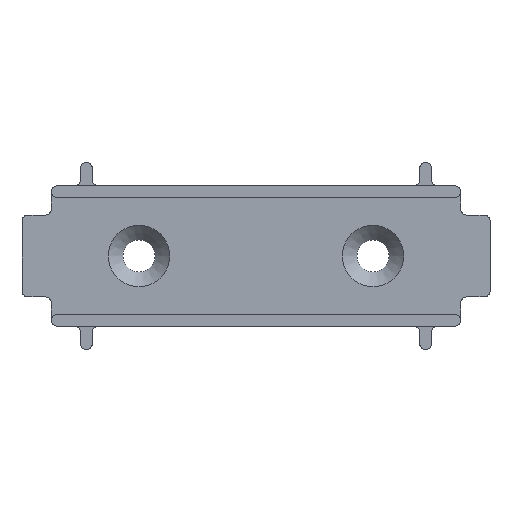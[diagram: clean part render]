
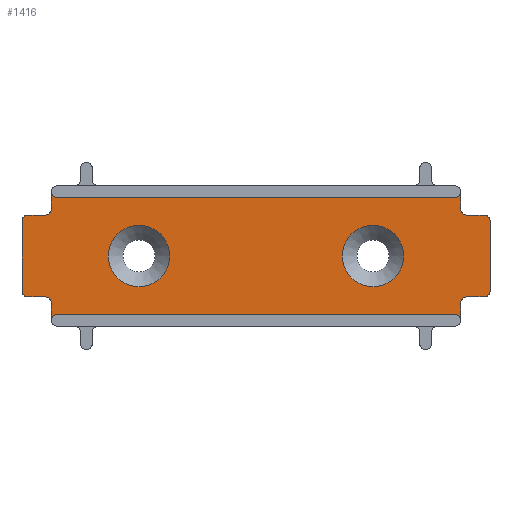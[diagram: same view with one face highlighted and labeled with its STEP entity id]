
A CAD part, top view. The second image highlights one B-rep face of the part: STEP entity #1416.
In plain terms, the highlighted planar face has unit normal (0, 0, 1).
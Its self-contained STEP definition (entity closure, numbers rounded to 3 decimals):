
#69=FACE_BOUND('',#183,.T.);
#70=FACE_BOUND('',#184,.T.);
#73=PLANE('',#1502);
#112=FACE_OUTER_BOUND('',#182,.T.);
#182=EDGE_LOOP('',(#965,#966,#967,#968,#969,#970,#971,#972,#973,#974,#975,
#976,#977,#978,#979,#980,#981,#982,#983,#984,#985,#986,#987,#988));
#183=EDGE_LOOP('',(#989));
#184=EDGE_LOOP('',(#990));
#256=LINE('',#2073,#384);
#257=LINE('',#2077,#385);
#258=LINE('',#2081,#386);
#259=LINE('',#2085,#387);
#260=LINE('',#2089,#388);
#261=LINE('',#2093,#389);
#262=LINE('',#2097,#390);
#263=LINE('',#2101,#391);
#264=LINE('',#2105,#392);
#265=LINE('',#2109,#393);
#266=LINE('',#2113,#394);
#267=LINE('',#2116,#395);
#384=VECTOR('',#1656,10.);
#385=VECTOR('',#1659,10.);
#386=VECTOR('',#1662,10.);
#387=VECTOR('',#1665,10.);
#388=VECTOR('',#1668,10.);
#389=VECTOR('',#1671,10.);
#390=VECTOR('',#1674,10.);
#391=VECTOR('',#1677,10.);
#392=VECTOR('',#1680,10.);
#393=VECTOR('',#1683,10.);
#394=VECTOR('',#1686,10.);
#395=VECTOR('',#1689,10.);
#511=CIRCLE('',#1500,5.25);
#513=CIRCLE('',#1503,1.);
#514=CIRCLE('',#1504,1.);
#515=CIRCLE('',#1505,1.);
#516=CIRCLE('',#1506,1.);
#517=CIRCLE('',#1507,1.);
#518=CIRCLE('',#1508,1.);
#519=CIRCLE('',#1509,1.);
#520=CIRCLE('',#1510,1.);
#521=CIRCLE('',#1511,1.);
#522=CIRCLE('',#1512,1.);
#523=CIRCLE('',#1513,1.);
#524=CIRCLE('',#1514,1.);
#525=CIRCLE('',#1515,5.25);
#585=VERTEX_POINT('',#2063);
#587=VERTEX_POINT('',#2069);
#588=VERTEX_POINT('',#2070);
#589=VERTEX_POINT('',#2072);
#590=VERTEX_POINT('',#2074);
#591=VERTEX_POINT('',#2076);
#592=VERTEX_POINT('',#2078);
#593=VERTEX_POINT('',#2080);
#594=VERTEX_POINT('',#2082);
#595=VERTEX_POINT('',#2084);
#596=VERTEX_POINT('',#2086);
#597=VERTEX_POINT('',#2088);
#598=VERTEX_POINT('',#2090);
#599=VERTEX_POINT('',#2092);
#600=VERTEX_POINT('',#2094);
#601=VERTEX_POINT('',#2096);
#602=VERTEX_POINT('',#2098);
#603=VERTEX_POINT('',#2100);
#604=VERTEX_POINT('',#2102);
#605=VERTEX_POINT('',#2104);
#606=VERTEX_POINT('',#2106);
#607=VERTEX_POINT('',#2108);
#608=VERTEX_POINT('',#2110);
#609=VERTEX_POINT('',#2112);
#610=VERTEX_POINT('',#2114);
#611=VERTEX_POINT('',#2117);
#735=EDGE_CURVE('',#585,#585,#511,.T.);
#738=EDGE_CURVE('',#587,#588,#513,.T.);
#739=EDGE_CURVE('',#587,#589,#256,.T.);
#740=EDGE_CURVE('',#590,#589,#514,.T.);
#741=EDGE_CURVE('',#590,#591,#257,.T.);
#742=EDGE_CURVE('',#592,#591,#515,.F.);
#743=EDGE_CURVE('',#592,#593,#258,.T.);
#744=EDGE_CURVE('',#594,#593,#516,.F.);
#745=EDGE_CURVE('',#594,#595,#259,.T.);
#746=EDGE_CURVE('',#596,#595,#517,.T.);
#747=EDGE_CURVE('',#596,#597,#260,.T.);
#748=EDGE_CURVE('',#598,#597,#518,.T.);
#749=EDGE_CURVE('',#598,#599,#261,.T.);
#750=EDGE_CURVE('',#600,#599,#519,.T.);
#751=EDGE_CURVE('',#600,#601,#262,.T.);
#752=EDGE_CURVE('',#602,#601,#520,.T.);
#753=EDGE_CURVE('',#602,#603,#263,.T.);
#754=EDGE_CURVE('',#604,#603,#521,.F.);
#755=EDGE_CURVE('',#604,#605,#264,.T.);
#756=EDGE_CURVE('',#606,#605,#522,.F.);
#757=EDGE_CURVE('',#606,#607,#265,.T.);
#758=EDGE_CURVE('',#608,#607,#523,.T.);
#759=EDGE_CURVE('',#608,#609,#266,.T.);
#760=EDGE_CURVE('',#610,#609,#524,.T.);
#761=EDGE_CURVE('',#610,#588,#267,.T.);
#762=EDGE_CURVE('',#611,#611,#525,.T.);
#965=ORIENTED_EDGE('',*,*,#738,.F.);
#966=ORIENTED_EDGE('',*,*,#739,.T.);
#967=ORIENTED_EDGE('',*,*,#740,.F.);
#968=ORIENTED_EDGE('',*,*,#741,.T.);
#969=ORIENTED_EDGE('',*,*,#742,.F.);
#970=ORIENTED_EDGE('',*,*,#743,.T.);
#971=ORIENTED_EDGE('',*,*,#744,.F.);
#972=ORIENTED_EDGE('',*,*,#745,.T.);
#973=ORIENTED_EDGE('',*,*,#746,.F.);
#974=ORIENTED_EDGE('',*,*,#747,.T.);
#975=ORIENTED_EDGE('',*,*,#748,.F.);
#976=ORIENTED_EDGE('',*,*,#749,.T.);
#977=ORIENTED_EDGE('',*,*,#750,.F.);
#978=ORIENTED_EDGE('',*,*,#751,.T.);
#979=ORIENTED_EDGE('',*,*,#752,.F.);
#980=ORIENTED_EDGE('',*,*,#753,.T.);
#981=ORIENTED_EDGE('',*,*,#754,.F.);
#982=ORIENTED_EDGE('',*,*,#755,.T.);
#983=ORIENTED_EDGE('',*,*,#756,.F.);
#984=ORIENTED_EDGE('',*,*,#757,.T.);
#985=ORIENTED_EDGE('',*,*,#758,.F.);
#986=ORIENTED_EDGE('',*,*,#759,.T.);
#987=ORIENTED_EDGE('',*,*,#760,.F.);
#988=ORIENTED_EDGE('',*,*,#761,.T.);
#989=ORIENTED_EDGE('',*,*,#762,.F.);
#990=ORIENTED_EDGE('',*,*,#735,.F.);
#1416=ADVANCED_FACE('',(#112,#69,#70),#73,.T.);
#1500=AXIS2_PLACEMENT_3D('',#2064,#1647,#1648);
#1502=AXIS2_PLACEMENT_3D('',#2068,#1652,#1653);
#1503=AXIS2_PLACEMENT_3D('',#2071,#1654,#1655);
#1504=AXIS2_PLACEMENT_3D('',#2075,#1657,#1658);
#1505=AXIS2_PLACEMENT_3D('',#2079,#1660,#1661);
#1506=AXIS2_PLACEMENT_3D('',#2083,#1663,#1664);
#1507=AXIS2_PLACEMENT_3D('',#2087,#1666,#1667);
#1508=AXIS2_PLACEMENT_3D('',#2091,#1669,#1670);
#1509=AXIS2_PLACEMENT_3D('',#2095,#1672,#1673);
#1510=AXIS2_PLACEMENT_3D('',#2099,#1675,#1676);
#1511=AXIS2_PLACEMENT_3D('',#2103,#1678,#1679);
#1512=AXIS2_PLACEMENT_3D('',#2107,#1681,#1682);
#1513=AXIS2_PLACEMENT_3D('',#2111,#1684,#1685);
#1514=AXIS2_PLACEMENT_3D('',#2115,#1687,#1688);
#1515=AXIS2_PLACEMENT_3D('',#2118,#1690,#1691);
#1647=DIRECTION('center_axis',(0.,0.,1.));
#1648=DIRECTION('ref_axis',(1.,0.,0.));
#1652=DIRECTION('center_axis',(0.,0.,1.));
#1653=DIRECTION('ref_axis',(1.,0.,0.));
#1654=DIRECTION('center_axis',(0.,0.,-1.));
#1655=DIRECTION('ref_axis',(-0.707,-0.707,0.));
#1656=DIRECTION('',(1.,0.,0.));
#1657=DIRECTION('center_axis',(0.,0.,1.));
#1658=DIRECTION('ref_axis',(0.707,0.707,0.));
#1659=DIRECTION('',(0.,-1.,0.));
#1660=DIRECTION('center_axis',(0.,0.,-1.));
#1661=DIRECTION('ref_axis',(-0.707,0.707,0.));
#1662=DIRECTION('',(1.,0.,0.));
#1663=DIRECTION('center_axis',(0.,0.,-1.));
#1664=DIRECTION('ref_axis',(0.707,0.707,0.));
#1665=DIRECTION('',(0.,1.,0.));
#1666=DIRECTION('center_axis',(0.,0.,1.));
#1667=DIRECTION('ref_axis',(-0.707,0.707,0.));
#1668=DIRECTION('',(1.,0.,0.));
#1669=DIRECTION('center_axis',(0.,0.,-1.));
#1670=DIRECTION('ref_axis',(0.707,-0.707,0.));
#1671=DIRECTION('',(0.,1.,0.));
#1672=DIRECTION('center_axis',(0.,0.,-1.));
#1673=DIRECTION('ref_axis',(0.707,0.707,0.));
#1674=DIRECTION('',(-1.,0.,0.));
#1675=DIRECTION('center_axis',(0.,0.,1.));
#1676=DIRECTION('ref_axis',(-0.707,-0.707,0.));
#1677=DIRECTION('',(0.,1.,0.));
#1678=DIRECTION('center_axis',(0.,0.,-1.));
#1679=DIRECTION('ref_axis',(0.707,-0.707,0.));
#1680=DIRECTION('',(-1.,0.,0.));
#1681=DIRECTION('center_axis',(0.,0.,-1.));
#1682=DIRECTION('ref_axis',(-0.707,-0.707,0.));
#1683=DIRECTION('',(0.,-1.,0.));
#1684=DIRECTION('center_axis',(0.,0.,1.));
#1685=DIRECTION('ref_axis',(0.707,-0.707,0.));
#1686=DIRECTION('',(-1.,0.,0.));
#1687=DIRECTION('center_axis',(0.,0.,-1.));
#1688=DIRECTION('ref_axis',(-0.707,0.707,0.));
#1689=DIRECTION('',(0.,-1.,0.));
#1690=DIRECTION('center_axis',(0.,0.,1.));
#1691=DIRECTION('ref_axis',(1.,0.,0.));
#2063=CARTESIAN_POINT('',(14.75,12.,2.5));
#2064=CARTESIAN_POINT('Origin',(20.,12.,2.5));
#2068=CARTESIAN_POINT('Origin',(40.,12.,2.5));
#2069=CARTESIAN_POINT('',(1.,5.,2.5));
#2070=CARTESIAN_POINT('',(0.,6.,2.5));
#2071=CARTESIAN_POINT('Origin',(1.,6.,2.5));
#2072=CARTESIAN_POINT('',(4.,5.,2.5));
#2073=CARTESIAN_POINT('',(10.,5.,2.5));
#2074=CARTESIAN_POINT('',(5.,4.,2.5));
#2075=CARTESIAN_POINT('Origin',(4.,4.,2.5));
#2076=CARTESIAN_POINT('',(5.,1.,2.5));
#2077=CARTESIAN_POINT('',(5.,24.,2.5));
#2078=CARTESIAN_POINT('',(6.,2.,2.5));
#2079=CARTESIAN_POINT('Origin',(6.,1.,2.5));
#2080=CARTESIAN_POINT('',(74.,2.,2.5));
#2081=CARTESIAN_POINT('',(80.,2.,2.5));
#2082=CARTESIAN_POINT('',(75.,1.,2.5));
#2083=CARTESIAN_POINT('Origin',(74.,1.,2.5));
#2084=CARTESIAN_POINT('',(75.,4.,2.5));
#2085=CARTESIAN_POINT('',(75.,24.,2.5));
#2086=CARTESIAN_POINT('',(76.,5.,2.5));
#2087=CARTESIAN_POINT('Origin',(76.,4.,2.5));
#2088=CARTESIAN_POINT('',(79.,5.,2.5));
#2089=CARTESIAN_POINT('',(70.,5.,2.5));
#2090=CARTESIAN_POINT('',(80.,6.,2.5));
#2091=CARTESIAN_POINT('Origin',(79.,6.,2.5));
#2092=CARTESIAN_POINT('',(80.,18.,2.5));
#2093=CARTESIAN_POINT('',(80.,5.,2.5));
#2094=CARTESIAN_POINT('',(79.,19.,2.5));
#2095=CARTESIAN_POINT('Origin',(79.,18.,2.5));
#2096=CARTESIAN_POINT('',(76.,19.,2.5));
#2097=CARTESIAN_POINT('',(80.,19.,2.5));
#2098=CARTESIAN_POINT('',(75.,20.,2.5));
#2099=CARTESIAN_POINT('Origin',(76.,20.,2.5));
#2100=CARTESIAN_POINT('',(75.,23.,2.5));
#2101=CARTESIAN_POINT('',(75.,24.,2.5));
#2102=CARTESIAN_POINT('',(74.,22.,2.5));
#2103=CARTESIAN_POINT('Origin',(74.,23.,2.5));
#2104=CARTESIAN_POINT('',(6.,22.,2.5));
#2105=CARTESIAN_POINT('',(80.,22.,2.5));
#2106=CARTESIAN_POINT('',(5.,23.,2.5));
#2107=CARTESIAN_POINT('Origin',(6.,23.,2.5));
#2108=CARTESIAN_POINT('',(5.,20.,2.5));
#2109=CARTESIAN_POINT('',(5.,24.,2.5));
#2110=CARTESIAN_POINT('',(4.,19.,2.5));
#2111=CARTESIAN_POINT('Origin',(4.,20.,2.5));
#2112=CARTESIAN_POINT('',(1.,19.,2.5));
#2113=CARTESIAN_POINT('',(0.,19.,2.5));
#2114=CARTESIAN_POINT('',(0.,18.,2.5));
#2115=CARTESIAN_POINT('Origin',(1.,18.,2.5));
#2116=CARTESIAN_POINT('',(0.,5.,2.5));
#2117=CARTESIAN_POINT('',(54.75,12.,2.5));
#2118=CARTESIAN_POINT('Origin',(60.,12.,2.5));
